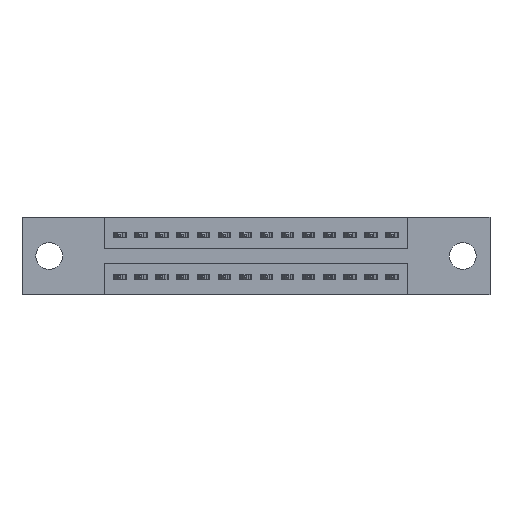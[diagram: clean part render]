
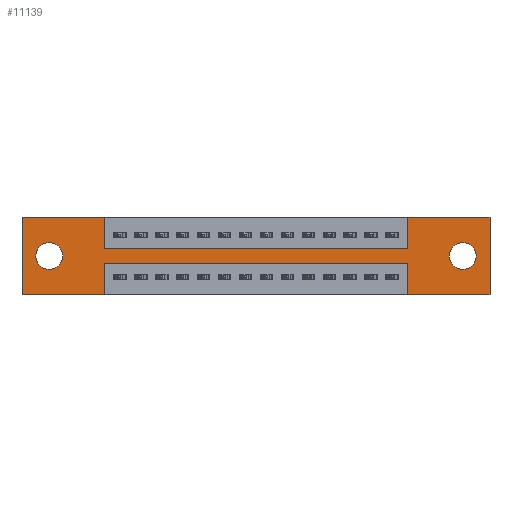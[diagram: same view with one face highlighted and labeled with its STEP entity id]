
A CAD part, front view. The second image highlights one B-rep face of the part: STEP entity #11139.
In plain terms, the highlighted planar face has unit normal (0, -1, 0).
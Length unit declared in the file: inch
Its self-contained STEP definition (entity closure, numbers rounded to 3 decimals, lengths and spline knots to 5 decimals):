
#15 = EDGE_CURVE ( 'NONE', #4702, #1875, #6156, .T. ) ;
#73 = CARTESIAN_POINT ( 'NONE',  ( 2.105, 0., -0.249 ) ) ;
#643 = FACE_BOUND ( 'NONE', #9958, .T. ) ;
#925 = EDGE_CURVE ( 'NONE', #14401, #11937, #4676, .T. ) ;
#946 = EDGE_CURVE ( 'NONE', #4323, #7223, #13243, .T. ) ;
#1266 = VERTEX_POINT ( 'NONE', #5513 ) ;
#1421 = DIRECTION ( 'NONE',  ( 0., 0., -1. ) ) ;
#1475 = CARTESIAN_POINT ( 'NONE',  ( 0.3925, 0., -0.37 ) ) ;
#1560 = ORIENTED_EDGE ( 'NONE', *, *, #3393, .F. ) ;
#1672 = EDGE_CURVE ( 'NONE', #8847, #13101, #5367, .T. ) ;
#1680 = DIRECTION ( 'NONE',  ( 0., 0., -1. ) ) ;
#1867 = EDGE_CURVE ( 'NONE', #1875, #6902, #2492, .T. ) ;
#1875 = VERTEX_POINT ( 'NONE', #11673 ) ;
#2028 = LINE ( 'NONE', #8685, #7763 ) ;
#2074 = AXIS2_PLACEMENT_3D ( 'NONE', #6415, #14176, #7544 ) ;
#2305 = CARTESIAN_POINT ( 'NONE',  ( 0.3925, 0., -0.15 ) ) ;
#2492 = LINE ( 'NONE', #12327, #13069 ) ;
#2601 = VECTOR ( 'NONE', #1680, 39.37008 ) ;
#2675 = CARTESIAN_POINT ( 'NONE',  ( 1.8425, 0., -0.15 ) ) ;
#2790 = VECTOR ( 'NONE', #13759, 39.37008 ) ;
#2964 = AXIS2_PLACEMENT_3D ( 'NONE', #9929, #3172, #11060 ) ;
#3102 = VERTEX_POINT ( 'NONE', #11462 ) ;
#3172 = DIRECTION ( 'NONE',  ( 0., 1., 0. ) ) ;
#3229 = ORIENTED_EDGE ( 'NONE', *, *, #7655, .F. ) ;
#3393 = EDGE_CURVE ( 'NONE', #11937, #1266, #2028, .T. ) ;
#3422 = ORIENTED_EDGE ( 'NONE', *, *, #925, .F. ) ;
#3427 = CIRCLE ( 'NONE', #2964, 0.064 ) ;
#3531 = LINE ( 'NONE', #12675, #2790 ) ;
#3547 = FACE_BOUND ( 'NONE', #6373, .T. ) ;
#3662 = CARTESIAN_POINT ( 'NONE',  ( 0.3925, 0., 0. ) ) ;
#3768 = CARTESIAN_POINT ( 'NONE',  ( 0.13, 0., -0.121 ) ) ;
#3858 = VERTEX_POINT ( 'NONE', #3768 ) ;
#3901 = DIRECTION ( 'NONE',  ( 0., -1., 0. ) ) ;
#4008 = VERTEX_POINT ( 'NONE', #2305 ) ;
#4162 = EDGE_CURVE ( 'NONE', #1266, #4860, #6872, .T. ) ;
#4273 = ORIENTED_EDGE ( 'NONE', *, *, #14781, .T. ) ;
#4323 = VERTEX_POINT ( 'NONE', #73 ) ;
#4485 = ORIENTED_EDGE ( 'NONE', *, *, #1867, .F. ) ;
#4676 = LINE ( 'NONE', #10762, #7311 ) ;
#4702 = VERTEX_POINT ( 'NONE', #2675 ) ;
#4860 = VERTEX_POINT ( 'NONE', #7445 ) ;
#4918 = EDGE_CURVE ( 'NONE', #3858, #8080, #7021, .T. ) ;
#4983 = ORIENTED_EDGE ( 'NONE', *, *, #4162, .F. ) ;
#4994 = ORIENTED_EDGE ( 'NONE', *, *, #5685, .T. ) ;
#5017 = CARTESIAN_POINT ( 'NONE',  ( 0., 0., 0. ) ) ;
#5367 = LINE ( 'NONE', #6877, #13586 ) ;
#5398 = EDGE_CURVE ( 'NONE', #6902, #12185, #13960, .T. ) ;
#5513 = CARTESIAN_POINT ( 'NONE',  ( 0.3925, 0., -0.22 ) ) ;
#5634 = CIRCLE ( 'NONE', #6893, 0.064 ) ;
#5652 = LINE ( 'NONE', #7485, #2601 ) ;
#5685 = EDGE_CURVE ( 'NONE', #7223, #4323, #5634, .T. ) ;
#6156 = LINE ( 'NONE', #7351, #9154 ) ;
#6213 = DIRECTION ( 'NONE',  ( -1., 0., 0. ) ) ;
#6218 = DIRECTION ( 'NONE',  ( 1., 0., 0. ) ) ;
#6235 = ORIENTED_EDGE ( 'NONE', *, *, #11956, .F. ) ;
#6373 = EDGE_LOOP ( 'NONE', ( #4994, #9955 ) ) ;
#6395 = DIRECTION ( 'NONE',  ( 0., 1., 0. ) ) ;
#6415 = CARTESIAN_POINT ( 'NONE',  ( 0.13, 0., -0.185 ) ) ;
#6432 = CARTESIAN_POINT ( 'NONE',  ( 0.3925, 0., -0.15 ) ) ;
#6872 = LINE ( 'NONE', #1475, #13501 ) ;
#6877 = CARTESIAN_POINT ( 'NONE',  ( 0., 0., 0. ) ) ;
#6893 = AXIS2_PLACEMENT_3D ( 'NONE', #13096, #6395, #14158 ) ;
#6902 = VERTEX_POINT ( 'NONE', #13763 ) ;
#7009 = CARTESIAN_POINT ( 'NONE',  ( 1.8425, 0., -0.37 ) ) ;
#7021 = CIRCLE ( 'NONE', #2074, 0.064 ) ;
#7092 = DIRECTION ( 'NONE',  ( 0., 0., -1. ) ) ;
#7223 = VERTEX_POINT ( 'NONE', #12024 ) ;
#7311 = VECTOR ( 'NONE', #10727, 39.37008 ) ;
#7351 = CARTESIAN_POINT ( 'NONE',  ( 1.8425, 0., 0. ) ) ;
#7445 = CARTESIAN_POINT ( 'NONE',  ( 0.3925, 0., -0.37 ) ) ;
#7485 = CARTESIAN_POINT ( 'NONE',  ( 0.3925, 0., 0. ) ) ;
#7544 = DIRECTION ( 'NONE',  ( 0., 0., 1. ) ) ;
#7655 = EDGE_CURVE ( 'NONE', #3102, #8847, #13438, .T. ) ;
#7763 = VECTOR ( 'NONE', #8834, 39.37008 ) ;
#7811 = CARTESIAN_POINT ( 'NONE',  ( 0.13, 0., -0.249 ) ) ;
#8080 = VERTEX_POINT ( 'NONE', #7811 ) ;
#8159 = ORIENTED_EDGE ( 'NONE', *, *, #12716, .F. ) ;
#8366 = DIRECTION ( 'NONE',  ( 0., 0., 1. ) ) ;
#8542 = VECTOR ( 'NONE', #6213, 39.37008 ) ;
#8685 = CARTESIAN_POINT ( 'NONE',  ( 0.3925, 0., -0.22 ) ) ;
#8757 = VECTOR ( 'NONE', #14195, 39.37008 ) ;
#8834 = DIRECTION ( 'NONE',  ( -1., 0., 0. ) ) ;
#8847 = VERTEX_POINT ( 'NONE', #10097 ) ;
#9154 = VECTOR ( 'NONE', #8366, 39.37008 ) ;
#9232 = ORIENTED_EDGE ( 'NONE', *, *, #14594, .F. ) ;
#9929 = CARTESIAN_POINT ( 'NONE',  ( 0.13, 0., -0.185 ) ) ;
#9955 = ORIENTED_EDGE ( 'NONE', *, *, #946, .T. ) ;
#9958 = EDGE_LOOP ( 'NONE', ( #12540, #4273 ) ) ;
#10076 = CARTESIAN_POINT ( 'NONE',  ( 2.235, 0., -0.37 ) ) ;
#10084 = DIRECTION ( 'NONE',  ( 0., 0., -1. ) ) ;
#10097 = CARTESIAN_POINT ( 'NONE',  ( 0., 0., 0. ) ) ;
#10101 = DIRECTION ( 'NONE',  ( 0., 1., 0. ) ) ;
#10122 = CARTESIAN_POINT ( 'NONE',  ( 2.105, 0., -0.185 ) ) ;
#10271 = ORIENTED_EDGE ( 'NONE', *, *, #15, .F. ) ;
#10472 = VECTOR ( 'NONE', #13933, 39.37008 ) ;
#10620 = PLANE ( 'NONE',  #11627 ) ;
#10727 = DIRECTION ( 'NONE',  ( 0., 0., 1. ) ) ;
#10762 = CARTESIAN_POINT ( 'NONE',  ( 1.8425, 0., -0.37 ) ) ;
#10802 = CARTESIAN_POINT ( 'NONE',  ( 1.8425, 0., -0.22 ) ) ;
#10982 = ORIENTED_EDGE ( 'NONE', *, *, #11683, .F. ) ;
#11060 = DIRECTION ( 'NONE',  ( 0., 0., 1. ) ) ;
#11139 = ADVANCED_FACE ( 'NONE', ( #3547, #643, #12859 ), #10620, .T. ) ;
#11462 = CARTESIAN_POINT ( 'NONE',  ( 0., 0., -0.37 ) ) ;
#11627 = AXIS2_PLACEMENT_3D ( 'NONE', #13909, #3901, #11762 ) ;
#11673 = CARTESIAN_POINT ( 'NONE',  ( 1.8425, 0., 0. ) ) ;
#11683 = EDGE_CURVE ( 'NONE', #4860, #3102, #3531, .T. ) ;
#11762 = DIRECTION ( 'NONE',  ( 0., 0., -1. ) ) ;
#11802 = CARTESIAN_POINT ( 'NONE',  ( 0., 0., -0.37 ) ) ;
#11882 = DIRECTION ( 'NONE',  ( 1., 0., 0. ) ) ;
#11937 = VERTEX_POINT ( 'NONE', #10802 ) ;
#11956 = EDGE_CURVE ( 'NONE', #13101, #4008, #5652, .T. ) ;
#12024 = CARTESIAN_POINT ( 'NONE',  ( 2.105, 0., -0.121 ) ) ;
#12185 = VERTEX_POINT ( 'NONE', #10076 ) ;
#12218 = LINE ( 'NONE', #11802, #8542 ) ;
#12327 = CARTESIAN_POINT ( 'NONE',  ( 0., 0., 0. ) ) ;
#12540 = ORIENTED_EDGE ( 'NONE', *, *, #4918, .T. ) ;
#12675 = CARTESIAN_POINT ( 'NONE',  ( 0., 0., -0.37 ) ) ;
#12681 = EDGE_LOOP ( 'NONE', ( #4983, #1560, #3422, #9232, #14252, #4485, #10271, #8159, #6235, #14695, #3229, #10982 ) ) ;
#12716 = EDGE_CURVE ( 'NONE', #4008, #4702, #14616, .T. ) ;
#12859 = FACE_OUTER_BOUND ( 'NONE', #12681, .T. ) ;
#13069 = VECTOR ( 'NONE', #11882, 39.37008 ) ;
#13096 = CARTESIAN_POINT ( 'NONE',  ( 2.105, 0., -0.185 ) ) ;
#13101 = VERTEX_POINT ( 'NONE', #3662 ) ;
#13243 = CIRCLE ( 'NONE', #13396, 0.064 ) ;
#13396 = AXIS2_PLACEMENT_3D ( 'NONE', #10122, #10101, #10084 ) ;
#13438 = LINE ( 'NONE', #5017, #10472 ) ;
#13501 = VECTOR ( 'NONE', #1421, 39.37008 ) ;
#13586 = VECTOR ( 'NONE', #6218, 39.37008 ) ;
#13633 = VECTOR ( 'NONE', #7092, 39.37008 ) ;
#13750 = CARTESIAN_POINT ( 'NONE',  ( 2.235, 0., 0. ) ) ;
#13759 = DIRECTION ( 'NONE',  ( -1., 0., 0. ) ) ;
#13763 = CARTESIAN_POINT ( 'NONE',  ( 2.235, 0., 0. ) ) ;
#13909 = CARTESIAN_POINT ( 'NONE',  ( 0., 0., -0.37 ) ) ;
#13933 = DIRECTION ( 'NONE',  ( 0., 0., 1. ) ) ;
#13960 = LINE ( 'NONE', #13750, #13633 ) ;
#14158 = DIRECTION ( 'NONE',  ( 0., 0., -1. ) ) ;
#14176 = DIRECTION ( 'NONE',  ( 0., 1., 0. ) ) ;
#14195 = DIRECTION ( 'NONE',  ( 1., 0., 0. ) ) ;
#14252 = ORIENTED_EDGE ( 'NONE', *, *, #5398, .F. ) ;
#14401 = VERTEX_POINT ( 'NONE', #7009 ) ;
#14594 = EDGE_CURVE ( 'NONE', #12185, #14401, #12218, .T. ) ;
#14616 = LINE ( 'NONE', #6432, #8757 ) ;
#14695 = ORIENTED_EDGE ( 'NONE', *, *, #1672, .F. ) ;
#14781 = EDGE_CURVE ( 'NONE', #8080, #3858, #3427, .T. ) ;
